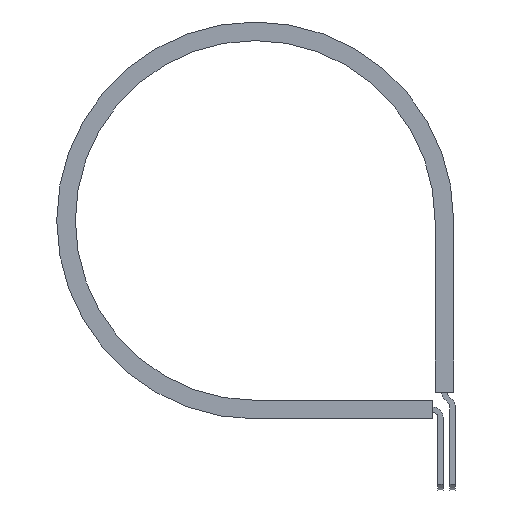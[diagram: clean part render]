
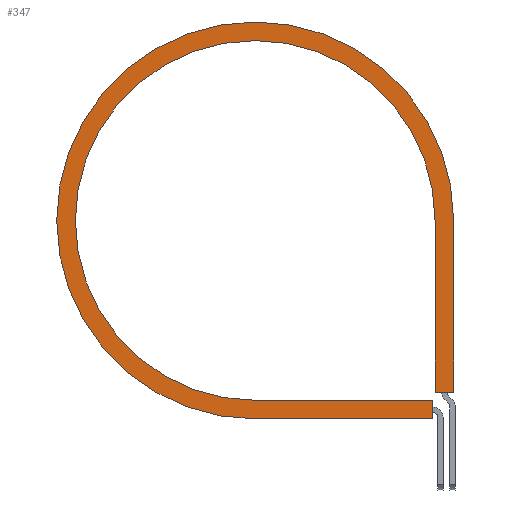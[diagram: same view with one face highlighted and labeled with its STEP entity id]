
A CAD part, front view. The second image highlights one B-rep face of the part: STEP entity #347.
In plain terms, the highlighted planar face has unit normal (0, -1, 0).
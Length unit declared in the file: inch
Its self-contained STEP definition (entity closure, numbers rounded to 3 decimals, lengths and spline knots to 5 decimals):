
#6 = DIRECTION ( 'NONE',  ( -1., 0., 0. ) ) ;
#10 = EDGE_CURVE ( 'NONE', #285, #790, #1066, .T. ) ;
#68 = VERTEX_POINT ( 'NONE', #234 ) ;
#78 = CARTESIAN_POINT ( 'NONE',  ( 1.625, -0.31, 0. ) ) ;
#86 = DIRECTION ( 'NONE',  ( 0., -1., 0. ) ) ;
#96 = DIRECTION ( 'NONE',  ( 1., 0., 0. ) ) ;
#108 = CIRCLE ( 'NONE', #1650, 1.793 ) ;
#115 = CARTESIAN_POINT ( 'NONE',  ( 1.625, -0.31, -1.55065 ) ) ;
#118 = CARTESIAN_POINT ( 'NONE',  ( 1.625, -0.31, 0. ) ) ;
#126 = DIRECTION ( 'NONE',  ( 0., 0., -1. ) ) ;
#127 = LINE ( 'NONE', #1380, #364 ) ;
#130 = EDGE_CURVE ( 'NONE', #181, #1273, #108, .T. ) ;
#172 = LINE ( 'NONE', #115, #366 ) ;
#181 = VERTEX_POINT ( 'NONE', #876 ) ;
#214 = EDGE_CURVE ( 'NONE', #68, #1582, #1413, .T. ) ;
#225 = CARTESIAN_POINT ( 'NONE',  ( 1.793, -0.31, -1.55065 ) ) ;
#226 = EDGE_CURVE ( 'NONE', #376, #1582, #172, .T. ) ;
#229 = EDGE_CURVE ( 'NONE', #181, #376, #127, .T. ) ;
#234 = CARTESIAN_POINT ( 'NONE',  ( 1.625, -0.31, 0. ) ) ;
#240 = EDGE_CURVE ( 'NONE', #1382, #790, #496, .T. ) ;
#285 = VERTEX_POINT ( 'NONE', #1664 ) ;
#328 = LINE ( 'NONE', #562, #1597 ) ;
#347 = ADVANCED_FACE ( 'NONE', ( #698 ), #1296, .T. ) ;
#364 = VECTOR ( 'NONE', #1751, 39.37008 ) ;
#366 = VECTOR ( 'NONE', #6, 39.37008 ) ;
#373 = ORIENTED_EDGE ( 'NONE', *, *, #1579, .T. ) ;
#376 = VERTEX_POINT ( 'NONE', #225 ) ;
#400 = CARTESIAN_POINT ( 'NONE',  ( 1.5997, -0.31, -1.793 ) ) ;
#496 = LINE ( 'NONE', #1510, #1549 ) ;
#535 = ORIENTED_EDGE ( 'NONE', *, *, #1182, .F. ) ;
#562 = CARTESIAN_POINT ( 'NONE',  ( 0., -0.31, -1.793 ) ) ;
#614 = CARTESIAN_POINT ( 'NONE',  ( 0., -0.31, 0. ) ) ;
#627 = CARTESIAN_POINT ( 'NONE',  ( 0., -0.31, -1.793 ) ) ;
#679 = DIRECTION ( 'NONE',  ( 1., 0., 0. ) ) ;
#698 = FACE_OUTER_BOUND ( 'NONE', #847, .T. ) ;
#709 = VECTOR ( 'NONE', #126, 39.37008 ) ;
#749 = DIRECTION ( 'NONE',  ( 0., 0., -1. ) ) ;
#765 = ORIENTED_EDGE ( 'NONE', *, *, #226, .F. ) ;
#790 = VERTEX_POINT ( 'NONE', #1328 ) ;
#837 = VECTOR ( 'NONE', #1102, 39.37008 ) ;
#847 = EDGE_LOOP ( 'NONE', ( #765, #1672, #969, #373, #974, #851, #535, #1478 ) ) ;
#851 = ORIENTED_EDGE ( 'NONE', *, *, #10, .F. ) ;
#876 = CARTESIAN_POINT ( 'NONE',  ( 1.793, -0.31, 0. ) ) ;
#969 = ORIENTED_EDGE ( 'NONE', *, *, #130, .T. ) ;
#974 = ORIENTED_EDGE ( 'NONE', *, *, #240, .T. ) ;
#1005 = CIRCLE ( 'NONE', #1233, 1.625 ) ;
#1066 = LINE ( 'NONE', #1109, #837 ) ;
#1102 = DIRECTION ( 'NONE',  ( 1., 0., 0. ) ) ;
#1109 = CARTESIAN_POINT ( 'NONE',  ( 0., -0.31, -1.625 ) ) ;
#1182 = EDGE_CURVE ( 'NONE', #68, #285, #1005, .T. ) ;
#1233 = AXIS2_PLACEMENT_3D ( 'NONE', #614, #1523, #749 ) ;
#1273 = VERTEX_POINT ( 'NONE', #627 ) ;
#1296 = PLANE ( 'NONE',  #1724 ) ;
#1309 = DIRECTION ( 'NONE',  ( 0., -1., 0. ) ) ;
#1320 = DIRECTION ( 'NONE',  ( 0., 0., -1. ) ) ;
#1324 = CARTESIAN_POINT ( 'NONE',  ( 0., -0.31, 0. ) ) ;
#1328 = CARTESIAN_POINT ( 'NONE',  ( 1.5997, -0.31, -1.625 ) ) ;
#1380 = CARTESIAN_POINT ( 'NONE',  ( 1.793, -0.31, 0. ) ) ;
#1382 = VERTEX_POINT ( 'NONE', #400 ) ;
#1413 = LINE ( 'NONE', #118, #709 ) ;
#1464 = CARTESIAN_POINT ( 'NONE',  ( 1.625, -0.31, -1.55065 ) ) ;
#1478 = ORIENTED_EDGE ( 'NONE', *, *, #214, .T. ) ;
#1510 = CARTESIAN_POINT ( 'NONE',  ( 1.5997, -0.31, -1.625 ) ) ;
#1523 = DIRECTION ( 'NONE',  ( 0., -1., 0. ) ) ;
#1549 = VECTOR ( 'NONE', #1609, 39.37008 ) ;
#1579 = EDGE_CURVE ( 'NONE', #1273, #1382, #328, .T. ) ;
#1582 = VERTEX_POINT ( 'NONE', #1464 ) ;
#1597 = VECTOR ( 'NONE', #679, 39.37008 ) ;
#1609 = DIRECTION ( 'NONE',  ( 0., 0., 1. ) ) ;
#1650 = AXIS2_PLACEMENT_3D ( 'NONE', #1324, #1309, #1320 ) ;
#1664 = CARTESIAN_POINT ( 'NONE',  ( 0., -0.31, -1.625 ) ) ;
#1672 = ORIENTED_EDGE ( 'NONE', *, *, #229, .F. ) ;
#1724 = AXIS2_PLACEMENT_3D ( 'NONE', #78, #86, #96 ) ;
#1751 = DIRECTION ( 'NONE',  ( 0., 0., -1. ) ) ;
